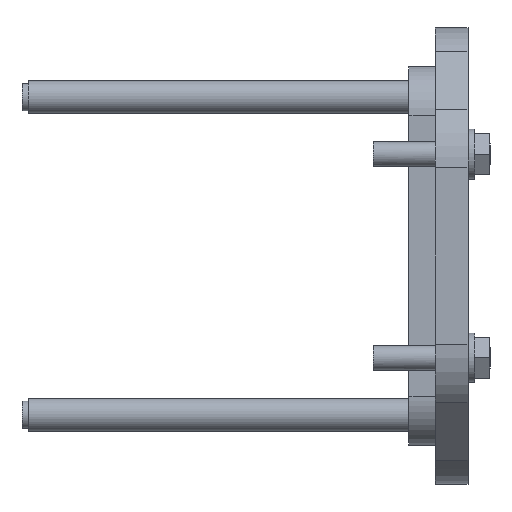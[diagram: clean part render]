
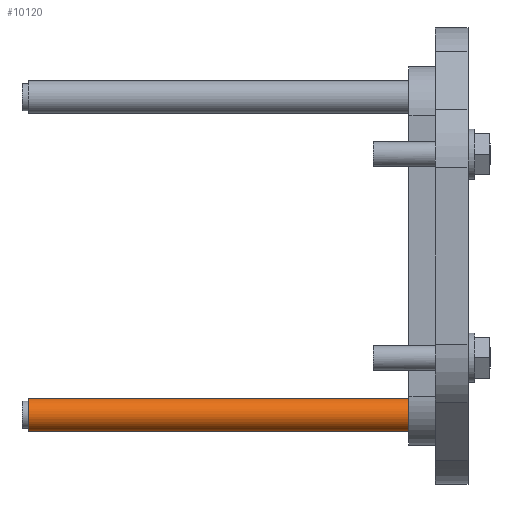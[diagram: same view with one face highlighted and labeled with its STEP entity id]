
A CAD part, left-side view. The second image highlights one B-rep face of the part: STEP entity #10120.
In plain terms, the highlighted free-form (B-spline) face has degree [2, 1] with [7, 2] control points.
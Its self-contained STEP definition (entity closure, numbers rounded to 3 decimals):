
#10045=CARTESIAN_POINT('V86',(-57.,99.8,
   -39.));
#10046=VERTEX_POINT('V86',#10045);
#10047=CARTESIAN_POINT('E123',(-57.0,99.8,-39.0));
#10048=CARTESIAN_POINT('E123',(-57.0,99.8,
   -32.072));
#10049=CARTESIAN_POINT('E123',(-63.0,99.8,
   -35.536));
#10050=CARTESIAN_POINT('E123',(-69.0,99.8,-39.0));
#10051=CARTESIAN_POINT('E123',(-63.0,99.8,
   -42.464));
#10052=CARTESIAN_POINT('E123',(-57.0,99.8,
   -45.928));
#10053=CARTESIAN_POINT('E123',(-57.0,99.8,-39.0));
#10061=(BOUNDED_CURVE()B_SPLINE_CURVE(2,(#10047,#10048,#10049,
   #10050,#10051,#10052,#10053),.CIRCULAR_ARC.,.T.,.U.)
   B_SPLINE_CURVE_WITH_KNOTS((3,2,2,3),(0.0,0.333,
   0.667,1.0),.UNSPECIFIED.)CURVE()
   GEOMETRIC_REPRESENTATION_ITEM()RATIONAL_B_SPLINE_CURVE((1.0,
   0.5,1.0,0.5,1.0,0.5,1.0)
   )REPRESENTATION_ITEM('E123'));
#10062=EDGE_CURVE('E123',#10046,#10046,#10061,.T.);
#10070=CARTESIAN_POINT('F45',(-57.0,101.5,-39.0));
#10071=CARTESIAN_POINT('F45',(-57.0,101.5,
   -32.072));
#10072=CARTESIAN_POINT('F45',(-63.0,101.5,
   -35.536));
#10073=CARTESIAN_POINT('F45',(-69.0,101.5,-39.0));
#10074=CARTESIAN_POINT('F45',(-63.0,101.5,
   -42.464));
#10075=CARTESIAN_POINT('F45',(-57.0,101.5,
   -45.928));
#10076=CARTESIAN_POINT('F45',(-57.0,101.5,-39.0));
#10077=CARTESIAN_POINT('F45',(-57.0,6.5,-39.0));
#10078=CARTESIAN_POINT('F45',(-57.0,6.5,
   -32.072));
#10079=CARTESIAN_POINT('F45',(-63.0,6.5,
   -35.536));
#10080=CARTESIAN_POINT('F45',(-69.0,6.5,-39.0));
#10081=CARTESIAN_POINT('F45',(-63.0,6.5,
   -42.464));
#10082=CARTESIAN_POINT('F45',(-57.0,6.5,
   -45.928));
#10083=CARTESIAN_POINT('F45',(-57.0,6.5,-39.0));
#10091=(BOUNDED_SURFACE()B_SPLINE_SURFACE(2,1,((#10070,#10077),(
   #10071,#10078),(#10072,#10079),(#10073,#10080),(#10074,
   #10081),(#10075,#10082),(#10076,#10083)),.CYLINDRICAL_SURF.,
   .T.,.F.,.U.)B_SPLINE_SURFACE_WITH_KNOTS((3,2,2,3),(2,2),(0.0,
   0.333,0.667,1.0),(0.0,2.285),
   .UNSPECIFIED.)GEOMETRIC_REPRESENTATION_ITEM()
   RATIONAL_B_SPLINE_SURFACE(((1.0,1.0),(0.5,
   0.5),(1.0,1.0),(0.5,
   0.5),(1.0,1.0),(0.5,
   0.5),(1.0,1.0)))REPRESENTATION_ITEM('F45')SURFACE(
   ));
#10092=ORIENTED_EDGE('F51',*,*,#10062,.T.);
#10093=CARTESIAN_POINT('V56',(-57.0,6.5,-39.0));
#10094=VERTEX_POINT('V56',#10093);
#10095=CARTESIAN_POINT('E124',(-57.0,6.5,-39.0));
#10096=CARTESIAN_POINT('E124',(-57.0,99.8,-39.0));
#10097=B_SPLINE_CURVE_WITH_KNOTS('E124',1,(#10095,#10096),
   .POLYLINE_FORM.,.F.,.U.,(2,2),(0.0,0.982),
   .UNSPECIFIED.);
#10098=EDGE_CURVE('E124',#10094,#10046,#10097,.T.);
#10099=ORIENTED_EDGE('E124',*,*,#10098,.F.);
#10100=CARTESIAN_POINT('E76',(-57.0,6.5,-39.0));
#10101=CARTESIAN_POINT('E76',(-57.0,6.5,
   -32.072));
#10102=CARTESIAN_POINT('E76',(-63.0,6.5,
   -35.536));
#10103=CARTESIAN_POINT('E76',(-69.0,6.5,-39.0));
#10104=CARTESIAN_POINT('E76',(-63.0,6.5,
   -42.464));
#10105=CARTESIAN_POINT('E76',(-57.0,6.5,
   -45.928));
#10106=CARTESIAN_POINT('E76',(-57.0,6.5,-39.0));
#10114=(BOUNDED_CURVE()B_SPLINE_CURVE(2,(#10100,#10101,#10102,
   #10103,#10104,#10105,#10106),.CIRCULAR_ARC.,.T.,.U.)
   B_SPLINE_CURVE_WITH_KNOTS((3,2,2,3),(0.0,0.333,
   0.667,1.0),.UNSPECIFIED.)CURVE()
   GEOMETRIC_REPRESENTATION_ITEM()RATIONAL_B_SPLINE_CURVE((1.0,
   0.5,1.0,0.5,1.0,0.5,1.0)
   )REPRESENTATION_ITEM('E76'));
#10115=EDGE_CURVE('E76',#10094,#10094,#10114,.T.);
#10116=ORIENTED_EDGE('E76',*,*,#10115,.F.);
#10117=ORIENTED_EDGE('E124',*,*,#10098,.T.);
#10118=EDGE_LOOP('F45',(#10092,#10099,#10116,#10117));
#10119=FACE_OUTER_BOUND('F45',#10118,.T.);
#10120=ADVANCED_FACE('F45',(#10119),#10091,.T.);
